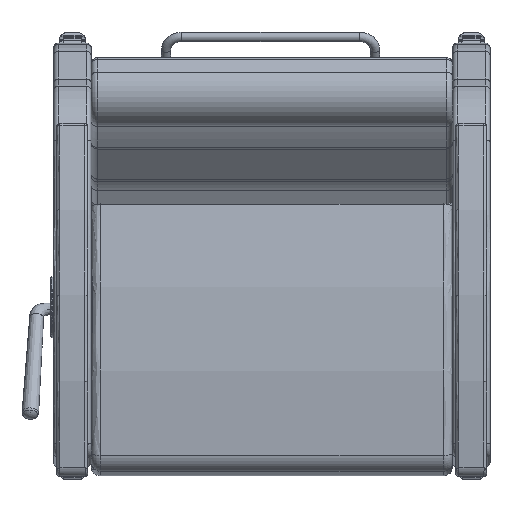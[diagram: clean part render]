
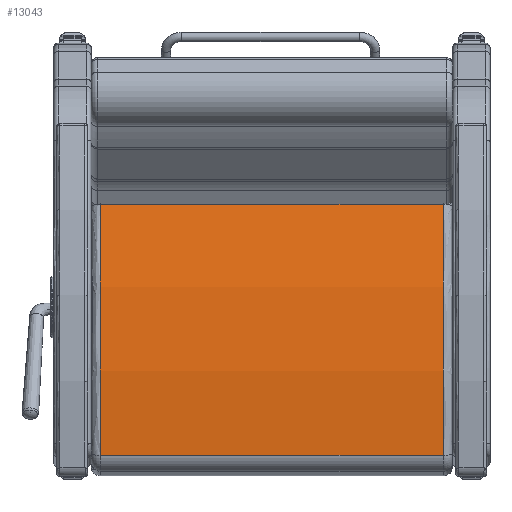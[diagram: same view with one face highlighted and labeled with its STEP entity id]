
A CAD part, front view. The second image highlights one B-rep face of the part: STEP entity #13043.
In plain terms, the highlighted free-form (B-spline) face has degree [1, 2] with [2, 3] control points.
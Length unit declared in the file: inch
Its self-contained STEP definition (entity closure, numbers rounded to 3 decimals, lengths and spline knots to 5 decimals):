
#294=(
BOUNDED_SURFACE()
B_SPLINE_SURFACE(1,2,((#20869,#20870,#20871),(#20872,#20873,#20874)),
 .UNSPECIFIED.,.F.,.F.,.F.)
B_SPLINE_SURFACE_WITH_KNOTS((2,2),(3,3),(-0.22896,0.22896),
(1.36178,1.69928),.UNSPECIFIED.)
GEOMETRIC_REPRESENTATION_ITEM()
RATIONAL_B_SPLINE_SURFACE(((1.,0.986,1.),(1.,0.986,
1.)))
REPRESENTATION_ITEM('')
SURFACE()
);
#561=ELLIPSE('',#14232,60.05357,60.);
#571=ELLIPSE('',#14260,60.05357,60.);
#1259=FACE_OUTER_BOUND('',#2133,.T.);
#2133=EDGE_LOOP('',(#8946,#8947,#8948,#8949));
#3112=LINE('',#20867,#3969);
#3113=LINE('',#20876,#3970);
#3969=VECTOR('',#16206,0.3937);
#3970=VECTOR('',#16209,0.3937);
#5690=VERTEX_POINT('',#20659);
#5691=VERTEX_POINT('',#20660);
#5716=VERTEX_POINT('',#20866);
#5717=VERTEX_POINT('',#20875);
#6918=EDGE_CURVE('',#5690,#5691,#561,.T.);
#6956=EDGE_CURVE('',#5691,#5716,#3112,.T.);
#6958=EDGE_CURVE('',#5690,#5717,#3113,.T.);
#6959=EDGE_CURVE('',#5716,#5717,#571,.T.);
#8946=ORIENTED_EDGE('',*,*,#6918,.F.);
#8947=ORIENTED_EDGE('',*,*,#6958,.T.);
#8948=ORIENTED_EDGE('',*,*,#6959,.F.);
#8949=ORIENTED_EDGE('',*,*,#6956,.F.);
#13043=ADVANCED_FACE('',(#1259),#294,.F.);
#14232=AXIS2_PLACEMENT_3D('',#20661,#16138,#16139);
#14260=AXIS2_PLACEMENT_3D('',#20877,#16210,#16211);
#16138=DIRECTION('center_axis',(0.,0.,-1.));
#16139=DIRECTION('ref_axis',(1.,0.,0.));
#16206=DIRECTION('',(0.,0.,1.));
#16209=DIRECTION('',(0.,0.,1.));
#16210=DIRECTION('center_axis',(0.,0.,1.));
#16211=DIRECTION('ref_axis',(1.,0.,0.));
#20659=CARTESIAN_POINT('',(-10.04459,1.25621,-13.75));
#20660=CARTESIAN_POINT('',(10.1114,0.44486,-13.75));
#20661=CARTESIAN_POINT('Origin',(-2.34979,-58.24922,-13.75));
#20866=CARTESIAN_POINT('',(10.1114,0.44486,13.75));
#20867=CARTESIAN_POINT('',(10.1114,0.44486,0.));
#20869=CARTESIAN_POINT('Ctrl Pts',(10.1114,0.44486,-13.75));
#20870=CARTESIAN_POINT('Ctrl Pts',(0.10258,2.56602,-13.75));
#20871=CARTESIAN_POINT('Ctrl Pts',(-10.04459,1.25621,-13.75));
#20872=CARTESIAN_POINT('Ctrl Pts',(10.1114,0.44486,13.75));
#20873=CARTESIAN_POINT('Ctrl Pts',(0.10258,2.56602,13.75));
#20874=CARTESIAN_POINT('Ctrl Pts',(-10.04459,1.25621,13.75));
#20875=CARTESIAN_POINT('',(-10.04459,1.25621,13.75));
#20876=CARTESIAN_POINT('',(-10.04459,1.25621,0.));
#20877=CARTESIAN_POINT('Origin',(-2.34979,-58.24922,13.75));
